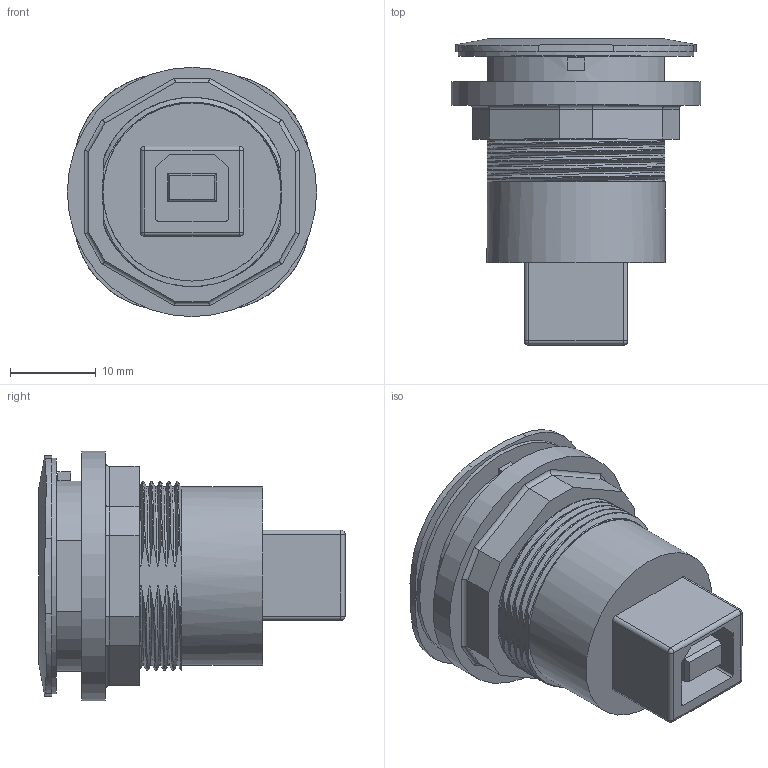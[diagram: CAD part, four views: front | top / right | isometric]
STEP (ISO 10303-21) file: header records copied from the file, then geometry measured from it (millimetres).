
FILE_DESCRIPTION(/* description */ (''),/* implementation_level */ '2;1');
FILE_NAME(/* name */ 'RQJ_USB_BB.stp',/* time_stamp */ '2019-09-30T15:06:39+02:00',/* author */ ('thagel'),/* organization */ (''),/* preprocessor_version */ 'ST-DEVELOPER v17.2',/* originating_system */ 'Autodesk Inventor 2019',/* authorisation */ '');
FILE_SCHEMA (('AUTOMOTIVE_DESIGN { 1 0 10303 214 3 1 1 }'));
Length unit declared in the file: millimetre
Products named in the file (1): RQJ_USB_BB_ipt
Bounding box: 29 x 35.6 x 29 mm (x, y, z)
Volume: 9657.8 mm3; surface area: 8162.6 mm2
Topology: 1 solids, 4 shells, 278 faces, 772 edges, 491 vertices
Faces by surface type: plane 116, cylinder 77, bspline 67, sphere 8, torus 7, cone 3
Full cylindrical faces by diameter (mm): 20.05 x1, 20.7 x1, 20.917 x1, 22.6 x1, 25.35 x1, 27.4 x1, 29 x1
Entity records: 16622 total; most frequent: CARTESIAN_POINT 10096, ORIENTED_EDGE 1528, DIRECTION 1062, EDGE_CURVE 764, VERTEX_POINT 491, LINE 378, VECTOR 378, AXIS2_PLACEMENT_3D 342
